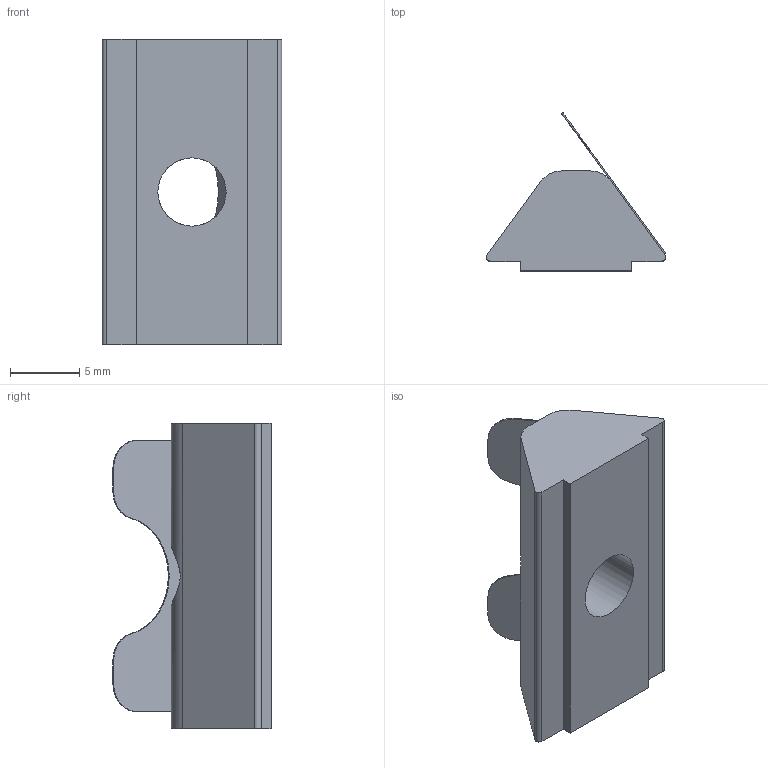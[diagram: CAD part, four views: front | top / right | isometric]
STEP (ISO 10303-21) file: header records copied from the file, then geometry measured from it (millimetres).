
FILE_DESCRIPTION(/* description */ (' CURSORE M5 13.5X20 CAVA8 CON MOLLA'),/* implementation_level */ '2;1');
FILE_NAME(/* name */ 'DDDCU0000069.stp',/* time_stamp */ '2018-07-12T16:28:27+02:00',/* author */ ('rgibellini'),/* organization */ (''),/* preprocessor_version */ 'ST-DEVELOPER v16.1',/* originating_system */ 'Autodesk Inventor 2016',/* authorisation */ '');
FILE_SCHEMA (('AUTOMOTIVE_DESIGN { 1 0 10303 214 3 1 1 }'));
Length unit declared in the file: millimetre
Products named in the file (1): DDDCU0000069
Bounding box: 12.92 x 11.4 x 22 mm (x, y, z)
Volume: 1249.6 mm3; surface area: 1105 mm2
Topology: 1 solids, 1 shells, 28 faces, 79 edges, 52 vertices
Faces by surface type: plane 18, cylinder 10
Full cylindrical faces by diameter (mm): 4.917 x1
Entity records: 953 total; most frequent: CARTESIAN_POINT 192, ORIENTED_EDGE 154, DIRECTION 154, EDGE_CURVE 77, LINE 54, VECTOR 54, VERTEX_POINT 51, AXIS2_PLACEMENT_3D 50
